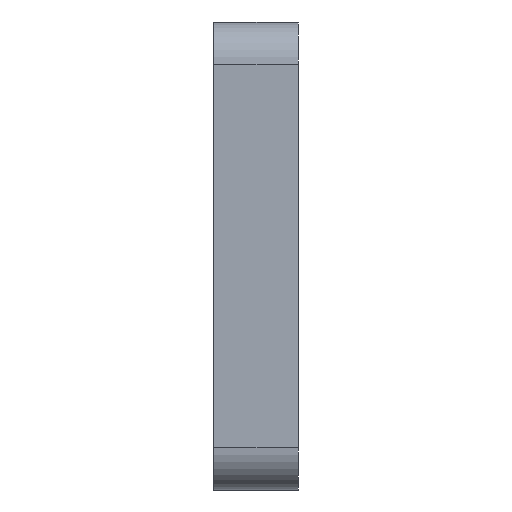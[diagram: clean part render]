
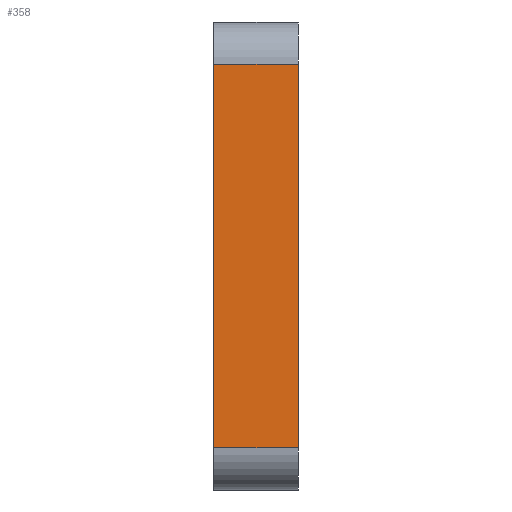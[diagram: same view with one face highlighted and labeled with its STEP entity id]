
A CAD part, left-side view. The second image highlights one B-rep face of the part: STEP entity #358.
In plain terms, the highlighted planar face has unit normal (-1, 0, 0).
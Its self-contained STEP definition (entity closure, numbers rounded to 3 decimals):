
#32=CARTESIAN_POINT('',(-511.8,-76.,72.555));
#33=VERTEX_POINT('',#32);
#34=CARTESIAN_POINT('',(-511.8,-76.,54.355));
#35=VERTEX_POINT('',#34);
#36=CARTESIAN_POINT('',(-511.8,-76.,72.555));
#37=DIRECTION('',(0.,0.,-1.));
#38=VECTOR('',#37,18.2);
#39=LINE('',#36,#38);
#40=EDGE_CURVE('',#33,#35,#39,.T.);
#328=CARTESIAN_POINT('',(-511.8,-79.,63.475));
#329=DIRECTION('',(1.,0.,0.));
#330=DIRECTION('',(-0.,1.,0.));
#331=AXIS2_PLACEMENT_3D('',#328,#329,#330);
#332=PLANE('',#331);
#333=CARTESIAN_POINT('',(-511.8,-80.,54.355));
#334=VERTEX_POINT('',#333);
#335=CARTESIAN_POINT('',(-511.8,-76.,54.355));
#336=DIRECTION('',(0.,-1.,-0.));
#337=VECTOR('',#336,4.);
#338=LINE('',#335,#337);
#339=EDGE_CURVE('',#35,#334,#338,.T.);
#340=ORIENTED_EDGE('',*,*,#339,.T.);
#341=CARTESIAN_POINT('',(-511.8,-80.,72.555));
#342=VERTEX_POINT('',#341);
#343=CARTESIAN_POINT('',(-511.8,-80.,72.555));
#344=DIRECTION('',(0.,0.,-1.));
#345=VECTOR('',#344,18.2);
#346=LINE('',#343,#345);
#347=EDGE_CURVE('',#342,#334,#346,.T.);
#348=ORIENTED_EDGE('',*,*,#347,.F.);
#349=CARTESIAN_POINT('',(-511.8,-80.,72.555));
#350=DIRECTION('',(-0.,1.,0.));
#351=VECTOR('',#350,4.);
#352=LINE('',#349,#351);
#353=EDGE_CURVE('',#342,#33,#352,.T.);
#354=ORIENTED_EDGE('',*,*,#353,.T.);
#355=ORIENTED_EDGE('',*,*,#40,.T.);
#356=EDGE_LOOP('',(#340,#348,#354,#355));
#357=FACE_BOUND('',#356,.T.);
#358=ADVANCED_FACE('',(#357),#332,.F.);
